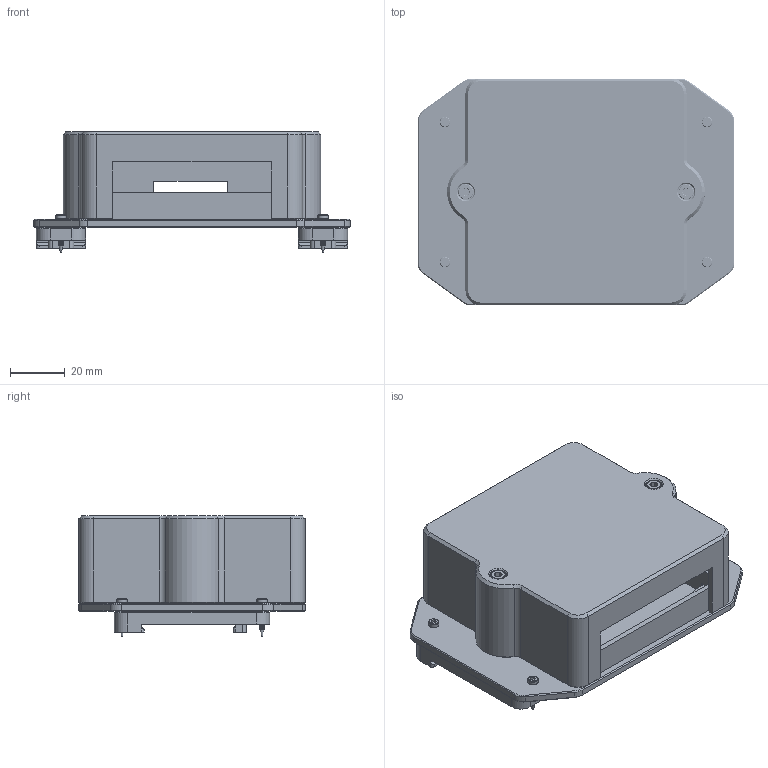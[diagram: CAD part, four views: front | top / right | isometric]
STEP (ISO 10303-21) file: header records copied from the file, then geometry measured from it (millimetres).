
FILE_DESCRIPTION(/* description */ (''),/* implementation_level */ '2;1');
FILE_NAME(/* name */ 'RelayCover v5.step',/* time_stamp */ '2021-01-22T23:58:51-05:00',/* author */ (''),/* organization */ (''),/* preprocessor_version */ 'ST-DEVELOPER v18.1',/* originating_system */ 'Autodesk Translation Framework v9.7.1.1290',/* authorisation */ '');
FILE_SCHEMA (('AUTOMOTIVE_DESIGN { 1 0 10303 214 3 1 1 }'));
Products named in the file (5): RelayCover; M3_Threaded_Insert v1; DIN Bracket v1; M3x25 SHCS_91290A125 v1; M2x10_Self-tapping_Screw v1
Assembly tree (10 placements, depth 2):
  RelayCover
    M3_Threaded_Insert v1  x2
    DIN Bracket v1  x2
    M3x25 SHCS_91290A125 v1  x2
    M2x10_Self-tapping_Screw v1  x4
Bounding box: 116 x 83 x 44 mm (x, y, z)
Volume: 81339.4 mm3; surface area: 64806 mm2
Topology: 12 solids, 12 shells, 2151 faces, 6022 edges, 3924 vertices
Faces by surface type: cylinder 1116, bspline 488, plane 353, cone 194
Full cylindrical faces by diameter (mm): 1.567 x96, 1.9 x4, 2.35 x70, 2.4 x4, 2.9 x4, 3 x74, 3.4 x2, 3.8 x4, 4.7 x2, 5.05 x2, 5.16 x2, 5.5 x2, 5.56 x2, 6 x2
Entity records: 49909 total; most frequent: CARTESIAN_POINT 26257, ORIENTED_EDGE 5390, DIRECTION 4305, EDGE_CURVE 2695, VERTEX_POINT 1731, AXIS2_PLACEMENT_3D 1525, LINE 1255, VECTOR 1255
